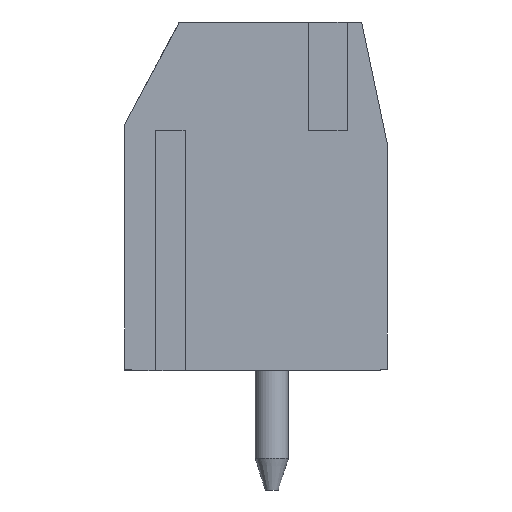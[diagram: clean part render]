
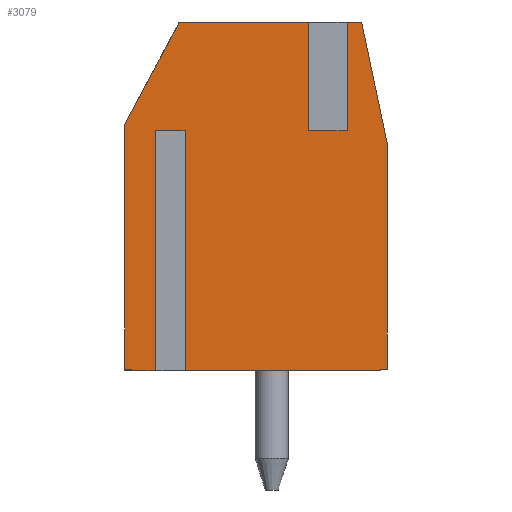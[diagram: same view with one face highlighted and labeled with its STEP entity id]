
A CAD part, left-side view. The second image highlights one B-rep face of the part: STEP entity #3079.
In plain terms, the highlighted planar face has unit normal (-1, 0, 0).
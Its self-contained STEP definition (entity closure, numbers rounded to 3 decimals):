
#168=PLANE('',#3309);
#333=FACE_OUTER_BOUND('',#518,.T.);
#518=EDGE_LOOP('',(#2716,#2717,#2718,#2719,#2720,#2721,#2722,#2723,#2724,
#2725,#2726,#2727,#2728,#2729,#2730,#2731,#2732,#2733));
#706=LINE('',#4599,#1051);
#780=LINE('',#4750,#1125);
#784=LINE('',#4759,#1129);
#790=LINE('',#4769,#1135);
#792=LINE('',#4773,#1137);
#793=LINE('',#4775,#1138);
#817=LINE('',#4824,#1162);
#821=LINE('',#4832,#1166);
#843=LINE('',#4875,#1188);
#846=LINE('',#4881,#1191);
#849=LINE('',#4887,#1194);
#853=LINE('',#4894,#1198);
#856=LINE('',#4901,#1201);
#858=LINE('',#4904,#1203);
#860=LINE('',#4908,#1205);
#861=LINE('',#4910,#1206);
#862=LINE('',#4912,#1207);
#863=LINE('',#4914,#1208);
#1051=VECTOR('',#3813,1.);
#1125=VECTOR('',#3945,1.);
#1129=VECTOR('',#3951,1.);
#1135=VECTOR('',#3961,1.);
#1137=VECTOR('',#3965,1.);
#1138=VECTOR('',#3966,1.);
#1162=VECTOR('',#4000,1.);
#1166=VECTOR('',#4004,1.);
#1188=VECTOR('',#4042,1.);
#1191=VECTOR('',#4049,1.);
#1194=VECTOR('',#4056,1.);
#1198=VECTOR('',#4062,1.);
#1201=VECTOR('',#4069,1.);
#1203=VECTOR('',#4073,1.);
#1205=VECTOR('',#4077,1.);
#1206=VECTOR('',#4080,1.);
#1207=VECTOR('',#4083,1.);
#1208=VECTOR('',#4086,1.);
#1426=VERTEX_POINT('',#4596);
#1427=VERTEX_POINT('',#4598);
#1474=VERTEX_POINT('',#4748);
#1475=VERTEX_POINT('',#4749);
#1478=VERTEX_POINT('',#4757);
#1479=VERTEX_POINT('',#4758);
#1482=VERTEX_POINT('',#4771);
#1483=VERTEX_POINT('',#4774);
#1502=VERTEX_POINT('',#4821);
#1503=VERTEX_POINT('',#4823);
#1506=VERTEX_POINT('',#4829);
#1507=VERTEX_POINT('',#4831);
#1520=VERTEX_POINT('',#4874);
#1521=VERTEX_POINT('',#4880);
#1522=VERTEX_POINT('',#4886);
#1524=VERTEX_POINT('',#4892);
#1526=VERTEX_POINT('',#4900);
#1527=VERTEX_POINT('',#4906);
#1772=EDGE_CURVE('',#1426,#1427,#706,.T.);
#1846=EDGE_CURVE('',#1474,#1475,#780,.T.);
#1850=EDGE_CURVE('',#1478,#1479,#784,.T.);
#1856=EDGE_CURVE('',#1479,#1474,#790,.T.);
#1858=EDGE_CURVE('',#1482,#1475,#792,.T.);
#1859=EDGE_CURVE('',#1478,#1483,#793,.T.);
#1883=EDGE_CURVE('',#1503,#1502,#817,.T.);
#1887=EDGE_CURVE('',#1507,#1506,#821,.T.);
#1909=EDGE_CURVE('',#1520,#1483,#843,.T.);
#1912=EDGE_CURVE('',#1520,#1521,#846,.T.);
#1915=EDGE_CURVE('',#1522,#1521,#849,.T.);
#1919=EDGE_CURVE('',#1506,#1524,#853,.T.);
#1922=EDGE_CURVE('',#1526,#1503,#856,.T.);
#1924=EDGE_CURVE('',#1524,#1526,#858,.T.);
#1926=EDGE_CURVE('',#1527,#1482,#860,.T.);
#1927=EDGE_CURVE('',#1427,#1527,#861,.T.);
#1928=EDGE_CURVE('',#1507,#1426,#862,.T.);
#1929=EDGE_CURVE('',#1502,#1522,#863,.T.);
#2716=ORIENTED_EDGE('',*,*,#1846,.T.);
#2717=ORIENTED_EDGE('',*,*,#1858,.F.);
#2718=ORIENTED_EDGE('',*,*,#1926,.F.);
#2719=ORIENTED_EDGE('',*,*,#1927,.F.);
#2720=ORIENTED_EDGE('',*,*,#1772,.F.);
#2721=ORIENTED_EDGE('',*,*,#1928,.F.);
#2722=ORIENTED_EDGE('',*,*,#1887,.T.);
#2723=ORIENTED_EDGE('',*,*,#1919,.T.);
#2724=ORIENTED_EDGE('',*,*,#1924,.T.);
#2725=ORIENTED_EDGE('',*,*,#1922,.T.);
#2726=ORIENTED_EDGE('',*,*,#1883,.T.);
#2727=ORIENTED_EDGE('',*,*,#1929,.T.);
#2728=ORIENTED_EDGE('',*,*,#1915,.T.);
#2729=ORIENTED_EDGE('',*,*,#1912,.F.);
#2730=ORIENTED_EDGE('',*,*,#1909,.T.);
#2731=ORIENTED_EDGE('',*,*,#1859,.F.);
#2732=ORIENTED_EDGE('',*,*,#1850,.T.);
#2733=ORIENTED_EDGE('',*,*,#1856,.T.);
#3079=ADVANCED_FACE('',(#333),#168,.F.);
#3309=AXIS2_PLACEMENT_3D('',#4915,#4087,#4088);
#3813=DIRECTION('',(0.,0.,-1.));
#3945=DIRECTION('',(0.,0.,-1.));
#3951=DIRECTION('',(0.,0.,1.));
#3961=DIRECTION('',(0.,-1.,0.));
#3965=DIRECTION('',(0.,1.,0.));
#3966=DIRECTION('',(0.,1.,0.));
#4000=DIRECTION('',(0.,1.,0.));
#4004=DIRECTION('',(0.,1.,0.));
#4042=DIRECTION('',(0.,0.,-1.));
#4049=DIRECTION('',(0.,1.,0.));
#4056=DIRECTION('',(0.,0.,-1.));
#4062=DIRECTION('',(0.,0.,-1.));
#4069=DIRECTION('',(0.,0.,1.));
#4073=DIRECTION('',(0.,1.,0.));
#4077=DIRECTION('',(0.,0.,-1.));
#4080=DIRECTION('',(0.,1.,0.));
#4083=DIRECTION('',(0.,-0.206,-0.979));
#4086=DIRECTION('',(0.,0.471,-0.882));
#4087=DIRECTION('center_axis',(1.,0.,0.));
#4088=DIRECTION('ref_axis',(0.,1.,0.));
#4596=CARTESIAN_POINT('',(-7.62,-3.445,6.705));
#4598=CARTESIAN_POINT('',(-7.62,-3.445,0.305));
#4599=CARTESIAN_POINT('',(-7.62,-3.445,6.705));
#4748=CARTESIAN_POINT('',(-7.62,2.329,7.105));
#4749=CARTESIAN_POINT('',(-7.62,2.329,0.255));
#4750=CARTESIAN_POINT('',(-7.62,2.329,2.594));
#4757=CARTESIAN_POINT('',(-7.62,3.181,0.255));
#4758=CARTESIAN_POINT('',(-7.62,3.181,7.105));
#4759=CARTESIAN_POINT('',(-7.62,3.181,2.594));
#4769=CARTESIAN_POINT('',(-7.62,1.71,7.105));
#4771=CARTESIAN_POINT('',(-7.62,-3.245,0.255));
#4773=CARTESIAN_POINT('',(-7.62,-3.245,0.255));
#4774=CARTESIAN_POINT('',(-7.62,3.855,0.255));
#4775=CARTESIAN_POINT('',(-7.62,-3.245,0.255));
#4821=CARTESIAN_POINT('',(-7.62,2.491,10.205));
#4823=CARTESIAN_POINT('',(-7.62,-1.345,10.205));
#4824=CARTESIAN_POINT('',(-7.62,-2.709,10.205));
#4829=CARTESIAN_POINT('',(-7.62,-2.145,10.205));
#4831=CARTESIAN_POINT('',(-7.62,-2.709,10.205));
#4832=CARTESIAN_POINT('',(-7.62,-2.709,10.205));
#4874=CARTESIAN_POINT('',(-7.62,3.855,0.305));
#4875=CARTESIAN_POINT('',(-7.62,3.855,0.305));
#4880=CARTESIAN_POINT('',(-7.62,4.055,0.305));
#4881=CARTESIAN_POINT('',(-7.62,3.855,0.305));
#4886=CARTESIAN_POINT('',(-7.62,4.055,7.275));
#4887=CARTESIAN_POINT('',(-7.62,4.055,7.275));
#4892=CARTESIAN_POINT('',(-7.62,-2.145,7.105));
#4894=CARTESIAN_POINT('',(-7.62,-2.145,6.019));
#4900=CARTESIAN_POINT('',(-7.62,-1.345,7.105));
#4901=CARTESIAN_POINT('',(-7.62,-1.345,6.019));
#4904=CARTESIAN_POINT('',(-7.62,-0.106,7.105));
#4906=CARTESIAN_POINT('',(-7.62,-3.245,0.305));
#4908=CARTESIAN_POINT('',(-7.62,-3.245,0.305));
#4910=CARTESIAN_POINT('',(-7.62,-3.445,0.305));
#4912=CARTESIAN_POINT('',(-7.62,-2.709,10.205));
#4914=CARTESIAN_POINT('',(-7.62,2.491,10.205));
#4915=CARTESIAN_POINT('Origin',(-7.62,0.237,4.934));
